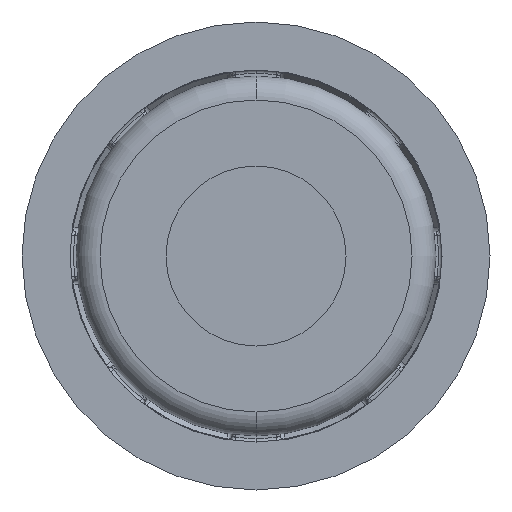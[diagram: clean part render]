
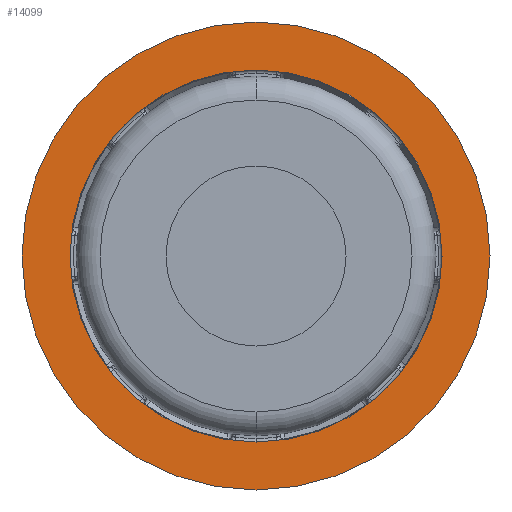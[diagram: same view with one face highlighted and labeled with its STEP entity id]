
A CAD part, front view. The second image highlights one B-rep face of the part: STEP entity #14099.
In plain terms, the highlighted planar face has unit normal (0, -1, 0).
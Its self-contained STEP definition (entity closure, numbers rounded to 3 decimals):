
#374 = CYLINDRICAL_SURFACE('',#375,15.5);
#375 = AXIS2_PLACEMENT_3D('',#376,#377,#378);
#376 = CARTESIAN_POINT('',(0.,21.12,0.));
#377 = DIRECTION('',(0.,-1.,0.));
#378 = DIRECTION('',(0.,0.,1.));
#5764 = CONICAL_SURFACE('',#5765,19.256,0.035);
#5765 = AXIS2_PLACEMENT_3D('',#5766,#5767,#5768);
#5766 = CARTESIAN_POINT('',(0.,7.,0.));
#5767 = DIRECTION('',(-0.,-1.,-0.));
#5768 = DIRECTION('',(0.,0.,-1.));
#8088 = VERTEX_POINT('',#8089);
#8089 = CARTESIAN_POINT('',(0.,0.,19.5));
#8103 = CONICAL_SURFACE('',#8104,19.256,0.035);
#8104 = AXIS2_PLACEMENT_3D('',#8105,#8106,#8107);
#8105 = CARTESIAN_POINT('',(0.,7.,0.));
#8106 = DIRECTION('',(-0.,-1.,-0.));
#8107 = DIRECTION('',(0.,0.,-1.));
#8115 = EDGE_CURVE('',#8088,#8116,#8118,.T.);
#8116 = VERTEX_POINT('',#8117);
#8117 = CARTESIAN_POINT('',(0.,0.,-19.5));
#8118 = SURFACE_CURVE('',#8119,(#8124,#8131),.PCURVE_S1.);
#8119 = CIRCLE('',#8120,19.5);
#8120 = AXIS2_PLACEMENT_3D('',#8121,#8122,#8123);
#8121 = CARTESIAN_POINT('',(0.,0.,0.));
#8122 = DIRECTION('',(-0.,1.,0.));
#8123 = DIRECTION('',(0.,0.,1.));
#8124 = PCURVE('',#5764,#8125);
#8125 = DEFINITIONAL_REPRESENTATION('',(#8126),#8130);
#8126 = LINE('',#8127,#8128);
#8127 = CARTESIAN_POINT('',(3.142,7.));
#8128 = VECTOR('',#8129,1.);
#8129 = DIRECTION('',(-1.,0.));
#8130 = ( GEOMETRIC_REPRESENTATION_CONTEXT(2) 
PARAMETRIC_REPRESENTATION_CONTEXT() REPRESENTATION_CONTEXT('2D SPACE',''
  ) );
#8131 = PCURVE('',#8132,#8137);
#8132 = PLANE('',#8133);
#8133 = AXIS2_PLACEMENT_3D('',#8134,#8135,#8136);
#8134 = CARTESIAN_POINT('',(-15.5,0.,0.));
#8135 = DIRECTION('',(0.,-1.,0.));
#8136 = DIRECTION('',(0.,0.,-1.));
#8137 = DEFINITIONAL_REPRESENTATION('',(#8138),#8146);
#8138 = ( BOUNDED_CURVE() B_SPLINE_CURVE(2,(#8139,#8140,#8141,#8142,
#8143,#8144,#8145),.UNSPECIFIED.,.T.,.F.) B_SPLINE_CURVE_WITH_KNOTS((1,2
    ,2,2,2,1),(-2.094,0.,2.094,4.189,
6.283,8.378),.UNSPECIFIED.) CURVE() 
GEOMETRIC_REPRESENTATION_ITEM() RATIONAL_B_SPLINE_CURVE((1.,0.5,1.,0.5,
1.,0.5,1.)) REPRESENTATION_ITEM('') );
#8139 = CARTESIAN_POINT('',(-19.5,15.5));
#8140 = CARTESIAN_POINT('',(-19.5,49.275));
#8141 = CARTESIAN_POINT('',(9.75,32.387));
#8142 = CARTESIAN_POINT('',(39.,15.5));
#8143 = CARTESIAN_POINT('',(9.75,-1.387));
#8144 = CARTESIAN_POINT('',(-19.5,-18.275));
#8145 = CARTESIAN_POINT('',(-19.5,15.5));
#8146 = ( GEOMETRIC_REPRESENTATION_CONTEXT(2) 
PARAMETRIC_REPRESENTATION_CONTEXT() REPRESENTATION_CONTEXT('2D SPACE',''
  ) );
#8173 = VERTEX_POINT('',#8174);
#8174 = CARTESIAN_POINT('',(0.,0.,15.5));
#8181 = CYLINDRICAL_SURFACE('',#8182,15.5);
#8182 = AXIS2_PLACEMENT_3D('',#8183,#8184,#8185);
#8183 = CARTESIAN_POINT('',(0.,21.12,0.));
#8184 = DIRECTION('',(0.,-1.,0.));
#8185 = DIRECTION('',(0.,0.,1.));
#9256 = VERTEX_POINT('',#9257);
#9257 = CARTESIAN_POINT('',(0.,0.,-15.5));
#9278 = EDGE_CURVE('',#9256,#8173,#9279,.T.);
#9279 = SURFACE_CURVE('',#9280,(#9285,#9292),.PCURVE_S1.);
#9280 = CIRCLE('',#9281,15.5);
#9281 = AXIS2_PLACEMENT_3D('',#9282,#9283,#9284);
#9282 = CARTESIAN_POINT('',(0.,0.,0.));
#9283 = DIRECTION('',(-0.,1.,0.));
#9284 = DIRECTION('',(0.,0.,1.));
#9285 = PCURVE('',#8181,#9286);
#9286 = DEFINITIONAL_REPRESENTATION('',(#9287),#9291);
#9287 = LINE('',#9288,#9289);
#9288 = CARTESIAN_POINT('',(6.283,21.12));
#9289 = VECTOR('',#9290,1.);
#9290 = DIRECTION('',(-1.,0.));
#9291 = ( GEOMETRIC_REPRESENTATION_CONTEXT(2) 
PARAMETRIC_REPRESENTATION_CONTEXT() REPRESENTATION_CONTEXT('2D SPACE',''
  ) );
#9292 = PCURVE('',#8132,#9293);
#9293 = DEFINITIONAL_REPRESENTATION('',(#9294),#9302);
#9294 = ( BOUNDED_CURVE() B_SPLINE_CURVE(2,(#9295,#9296,#9297,#9298,
#9299,#9300,#9301),.UNSPECIFIED.,.T.,.F.) B_SPLINE_CURVE_WITH_KNOTS((1,2
    ,2,2,2,1),(-2.094,0.,2.094,4.189,
6.283,8.378),.UNSPECIFIED.) CURVE() 
GEOMETRIC_REPRESENTATION_ITEM() RATIONAL_B_SPLINE_CURVE((1.,0.5,1.,0.5,
1.,0.5,1.)) REPRESENTATION_ITEM('') );
#9295 = CARTESIAN_POINT('',(-15.5,15.5));
#9296 = CARTESIAN_POINT('',(-15.5,42.347));
#9297 = CARTESIAN_POINT('',(7.75,28.923));
#9298 = CARTESIAN_POINT('',(31.,15.5));
#9299 = CARTESIAN_POINT('',(7.75,2.077));
#9300 = CARTESIAN_POINT('',(-15.5,-11.347));
#9301 = CARTESIAN_POINT('',(-15.5,15.5));
#9302 = ( GEOMETRIC_REPRESENTATION_CONTEXT(2) 
PARAMETRIC_REPRESENTATION_CONTEXT() REPRESENTATION_CONTEXT('2D SPACE',''
  ) );
#10221 = EDGE_CURVE('',#8173,#9256,#10222,.T.);
#10222 = SURFACE_CURVE('',#10223,(#10228,#10235),.PCURVE_S1.);
#10223 = CIRCLE('',#10224,15.5);
#10224 = AXIS2_PLACEMENT_3D('',#10225,#10226,#10227);
#10225 = CARTESIAN_POINT('',(0.,0.,0.));
#10226 = DIRECTION('',(-0.,1.,0.));
#10227 = DIRECTION('',(0.,0.,1.));
#10228 = PCURVE('',#374,#10229);
#10229 = DEFINITIONAL_REPRESENTATION('',(#10230),#10234);
#10230 = LINE('',#10231,#10232);
#10231 = CARTESIAN_POINT('',(6.283,21.12));
#10232 = VECTOR('',#10233,1.);
#10233 = DIRECTION('',(-1.,0.));
#10234 = ( GEOMETRIC_REPRESENTATION_CONTEXT(2) 
PARAMETRIC_REPRESENTATION_CONTEXT() REPRESENTATION_CONTEXT('2D SPACE',''
  ) );
#10235 = PCURVE('',#8132,#10236);
#10236 = DEFINITIONAL_REPRESENTATION('',(#10237),#10245);
#10237 = ( BOUNDED_CURVE() B_SPLINE_CURVE(2,(#10238,#10239,#10240,#10241
    ,#10242,#10243,#10244),.UNSPECIFIED.,.T.,.F.) 
B_SPLINE_CURVE_WITH_KNOTS((1,2,2,2,2,1),(-2.094,0.,
    2.094,4.189,6.283,8.378),
.UNSPECIFIED.) CURVE() GEOMETRIC_REPRESENTATION_ITEM() 
RATIONAL_B_SPLINE_CURVE((1.,0.5,1.,0.5,1.,0.5,1.)) REPRESENTATION_ITEM(
  '') );
#10238 = CARTESIAN_POINT('',(-15.5,15.5));
#10239 = CARTESIAN_POINT('',(-15.5,42.347));
#10240 = CARTESIAN_POINT('',(7.75,28.923));
#10241 = CARTESIAN_POINT('',(31.,15.5));
#10242 = CARTESIAN_POINT('',(7.75,2.077));
#10243 = CARTESIAN_POINT('',(-15.5,-11.347));
#10244 = CARTESIAN_POINT('',(-15.5,15.5));
#10245 = ( GEOMETRIC_REPRESENTATION_CONTEXT(2) 
PARAMETRIC_REPRESENTATION_CONTEXT() REPRESENTATION_CONTEXT('2D SPACE',''
  ) );
#14074 = EDGE_CURVE('',#8116,#8088,#14075,.T.);
#14075 = SURFACE_CURVE('',#14076,(#14081,#14088),.PCURVE_S1.);
#14076 = CIRCLE('',#14077,19.5);
#14077 = AXIS2_PLACEMENT_3D('',#14078,#14079,#14080);
#14078 = CARTESIAN_POINT('',(0.,0.,0.));
#14079 = DIRECTION('',(-0.,1.,0.));
#14080 = DIRECTION('',(0.,0.,1.));
#14081 = PCURVE('',#8103,#14082);
#14082 = DEFINITIONAL_REPRESENTATION('',(#14083),#14087);
#14083 = LINE('',#14084,#14085);
#14084 = CARTESIAN_POINT('',(9.425,7.));
#14085 = VECTOR('',#14086,1.);
#14086 = DIRECTION('',(-1.,0.));
#14087 = ( GEOMETRIC_REPRESENTATION_CONTEXT(2) 
PARAMETRIC_REPRESENTATION_CONTEXT() REPRESENTATION_CONTEXT('2D SPACE',''
  ) );
#14088 = PCURVE('',#8132,#14089);
#14089 = DEFINITIONAL_REPRESENTATION('',(#14090),#14098);
#14090 = ( BOUNDED_CURVE() B_SPLINE_CURVE(2,(#14091,#14092,#14093,#14094
    ,#14095,#14096,#14097),.UNSPECIFIED.,.T.,.F.) 
B_SPLINE_CURVE_WITH_KNOTS((1,2,2,2,2,1),(-2.094,0.,
    2.094,4.189,6.283,8.378),
.UNSPECIFIED.) CURVE() GEOMETRIC_REPRESENTATION_ITEM() 
RATIONAL_B_SPLINE_CURVE((1.,0.5,1.,0.5,1.,0.5,1.)) REPRESENTATION_ITEM(
  '') );
#14091 = CARTESIAN_POINT('',(-19.5,15.5));
#14092 = CARTESIAN_POINT('',(-19.5,49.275));
#14093 = CARTESIAN_POINT('',(9.75,32.387));
#14094 = CARTESIAN_POINT('',(39.,15.5));
#14095 = CARTESIAN_POINT('',(9.75,-1.387));
#14096 = CARTESIAN_POINT('',(-19.5,-18.275));
#14097 = CARTESIAN_POINT('',(-19.5,15.5));
#14098 = ( GEOMETRIC_REPRESENTATION_CONTEXT(2) 
PARAMETRIC_REPRESENTATION_CONTEXT() REPRESENTATION_CONTEXT('2D SPACE',''
  ) );
#14099 = ADVANCED_FACE('',(#14100,#14104),#8132,.T.);
#14100 = FACE_BOUND('',#14101,.T.);
#14101 = EDGE_LOOP('',(#14102,#14103));
#14102 = ORIENTED_EDGE('',*,*,#14074,.F.);
#14103 = ORIENTED_EDGE('',*,*,#8115,.F.);
#14104 = FACE_BOUND('',#14105,.T.);
#14105 = EDGE_LOOP('',(#14106,#14107));
#14106 = ORIENTED_EDGE('',*,*,#10221,.T.);
#14107 = ORIENTED_EDGE('',*,*,#9278,.T.);
